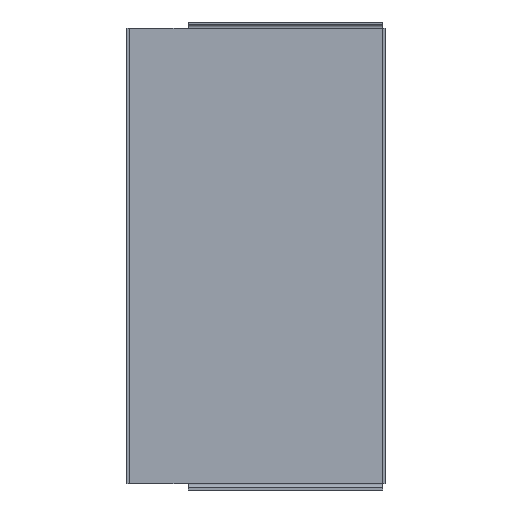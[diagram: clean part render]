
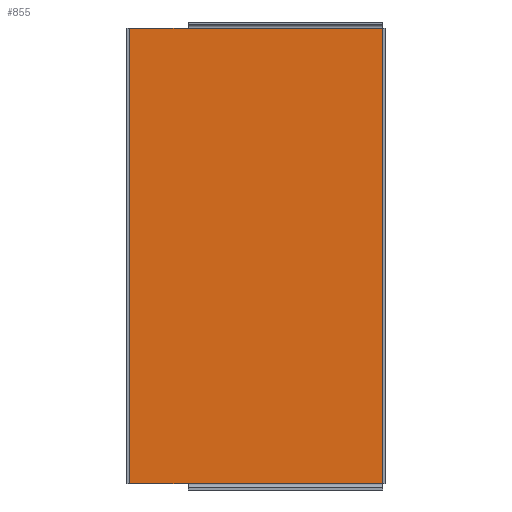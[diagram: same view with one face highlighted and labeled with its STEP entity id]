
A CAD part, left-side view. The second image highlights one B-rep face of the part: STEP entity #855.
In plain terms, the highlighted planar face has unit normal (-1, 0, 0).
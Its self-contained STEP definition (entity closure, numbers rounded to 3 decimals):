
#38 = VECTOR ( 'NONE', #201, 1000. ) ;
#63 = LINE ( 'NONE', #1281, #174 ) ;
#120 = VECTOR ( 'NONE', #191, 1000. ) ;
#138 = LINE ( 'NONE', #1262, #171 ) ;
#139 = LINE ( 'NONE', #202, #38 ) ;
#145 = VECTOR ( 'NONE', #229, 1000. ) ;
#147 = LINE ( 'NONE', #241, #145 ) ;
#166 = LINE ( 'NONE', #193, #120 ) ;
#171 = VECTOR ( 'NONE', #1291, 1000. ) ;
#174 = VECTOR ( 'NONE', #1298, 1000. ) ;
#191 = DIRECTION ( 'NONE',  ( 0., -1., 0. ) ) ;
#193 = CARTESIAN_POINT ( 'NONE',  ( -0.8, 85., -75. ) ) ;
#201 = DIRECTION ( 'NONE',  ( 0., 0., -1. ) ) ;
#202 = CARTESIAN_POINT ( 'NONE',  ( -0.8, 0.8, 75. ) ) ;
#229 = DIRECTION ( 'NONE',  ( 0., -1., 0. ) ) ;
#241 = CARTESIAN_POINT ( 'NONE',  ( -0.8, 85., 75. ) ) ;
#267 = ORIENTED_EDGE ( 'NONE', *, *, #1128, .F. ) ;
#284 = ORIENTED_EDGE ( 'NONE', *, *, #1236, .F. ) ;
#288 = VERTEX_POINT ( 'NONE', #974 ) ;
#317 = ORIENTED_EDGE ( 'NONE', *, *, #1224, .T. ) ;
#334 = ORIENTED_EDGE ( 'NONE', *, *, #1251, .F. ) ;
#352 = ORIENTED_EDGE ( 'NONE', *, *, #1216, .F. ) ;
#372 = VERTEX_POINT ( 'NONE', #949 ) ;
#431 = EDGE_LOOP ( 'NONE', ( #317, #267, #284, #334, #352, #748 ) ) ;
#454 = VECTOR ( 'NONE', #1561, 1000. ) ;
#513 = VERTEX_POINT ( 'NONE', #1009 ) ;
#522 = FACE_OUTER_BOUND ( 'NONE', #431, .T. ) ;
#649 = VERTEX_POINT ( 'NONE', #1008 ) ;
#674 = LINE ( 'NONE', #1584, #454 ) ;
#748 = ORIENTED_EDGE ( 'NONE', *, *, #1247, .T. ) ;
#753 = VERTEX_POINT ( 'NONE', #970 ) ;
#792 = VERTEX_POINT ( 'NONE', #1003 ) ;
#855 = ADVANCED_FACE ( 'NONE', ( #522 ), #1393, .F. ) ;
#949 = CARTESIAN_POINT ( 'NONE',  ( -0.8, 64.8, -75. ) ) ;
#970 = CARTESIAN_POINT ( 'NONE',  ( -0.8, 84.2, 75. ) ) ;
#974 = CARTESIAN_POINT ( 'NONE',  ( -0.8, 0.8, -75. ) ) ;
#1003 = CARTESIAN_POINT ( 'NONE',  ( -0.8, 84.2, -75. ) ) ;
#1008 = CARTESIAN_POINT ( 'NONE',  ( -0.8, 0.8, 75. ) ) ;
#1009 = CARTESIAN_POINT ( 'NONE',  ( -0.8, 64.8, 75. ) ) ;
#1057 = AXIS2_PLACEMENT_3D ( 'NONE', #1370, #1390, #1388 ) ;
#1128 = EDGE_CURVE ( 'NONE', #288, #372, #674, .T. ) ;
#1216 = EDGE_CURVE ( 'NONE', #753, #513, #147, .T. ) ;
#1224 = EDGE_CURVE ( 'NONE', #792, #372, #166, .T. ) ;
#1236 = EDGE_CURVE ( 'NONE', #649, #288, #139, .T. ) ;
#1247 = EDGE_CURVE ( 'NONE', #753, #792, #63, .T. ) ;
#1251 = EDGE_CURVE ( 'NONE', #513, #649, #138, .T. ) ;
#1262 = CARTESIAN_POINT ( 'NONE',  ( -0.8, 64.8, 75. ) ) ;
#1281 = CARTESIAN_POINT ( 'NONE',  ( -0.8, 84.2, 75. ) ) ;
#1291 = DIRECTION ( 'NONE',  ( 0., -1., 0. ) ) ;
#1298 = DIRECTION ( 'NONE',  ( 0., 0., -1. ) ) ;
#1370 = CARTESIAN_POINT ( 'NONE',  ( -0.8, 85., 75. ) ) ;
#1388 = DIRECTION ( 'NONE',  ( 0., 1., 0. ) ) ;
#1390 = DIRECTION ( 'NONE',  ( 1., 0., 0. ) ) ;
#1393 = PLANE ( 'NONE',  #1057 ) ;
#1561 = DIRECTION ( 'NONE',  ( 0., 1., 0. ) ) ;
#1584 = CARTESIAN_POINT ( 'NONE',  ( -0.8, 0.8, -75. ) ) ;
